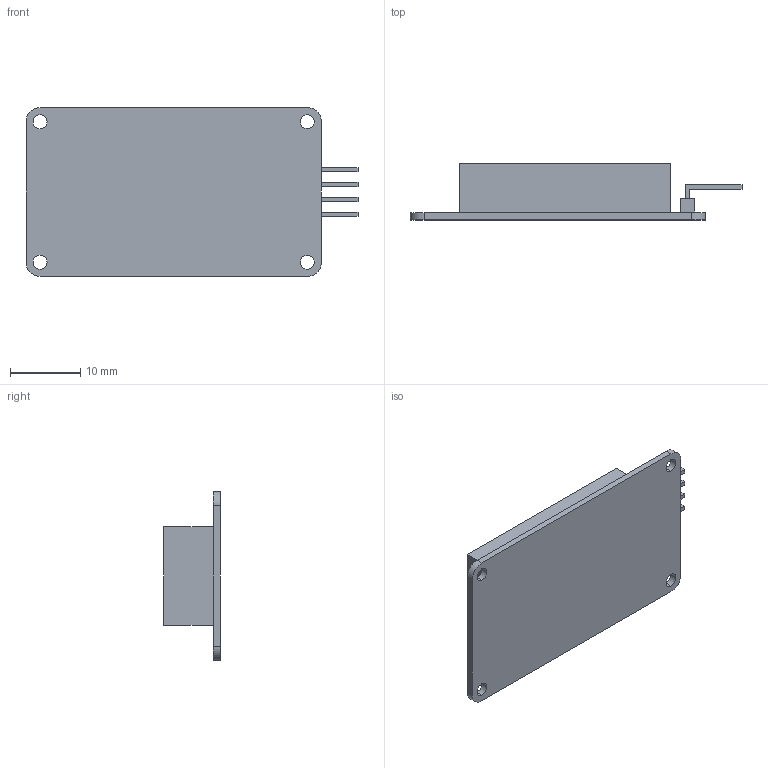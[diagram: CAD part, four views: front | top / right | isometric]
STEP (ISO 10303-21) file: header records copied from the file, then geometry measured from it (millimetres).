
FILE_DESCRIPTION (( 'STEP AP214' ), '1' );
FILE_NAME ('4-digit Display.STEP', '2019-10-13T11:12:27', ( '' ), ( '' ), 'SwSTEP 2.0', 'SolidWorks 2018', '' );
FILE_SCHEMA (( 'AUTOMOTIVE_DESIGN' ));
Length unit declared in the file: millimetre
Products named in the file (6): 7segment display; Header; 4-digit Display; Header-Pin; PCB; Header-Base
Assembly tree (8 placements, depth 3):
  4-digit Display
    PCB
    7segment display
    Header
      Header-Base
      Header-Pin  x4
Bounding box: 47.2 x 8 x 24 mm (x, y, z)
Volume: 3985.1 mm3; surface area: 3774 mm2
Topology: 7 solids, 7 shells, 62 faces, 144 edges, 96 vertices
Faces by surface type: plane 50, cylinder 12
Entity records: 1362 total; most frequent: DIRECTION 214, CARTESIAN_POINT 200, ORIENTED_EDGE 180, EDGE_CURVE 90, AXIS2_PLACEMENT_3D 74, VECTOR 66, LINE 66, VERTEX_POINT 60
